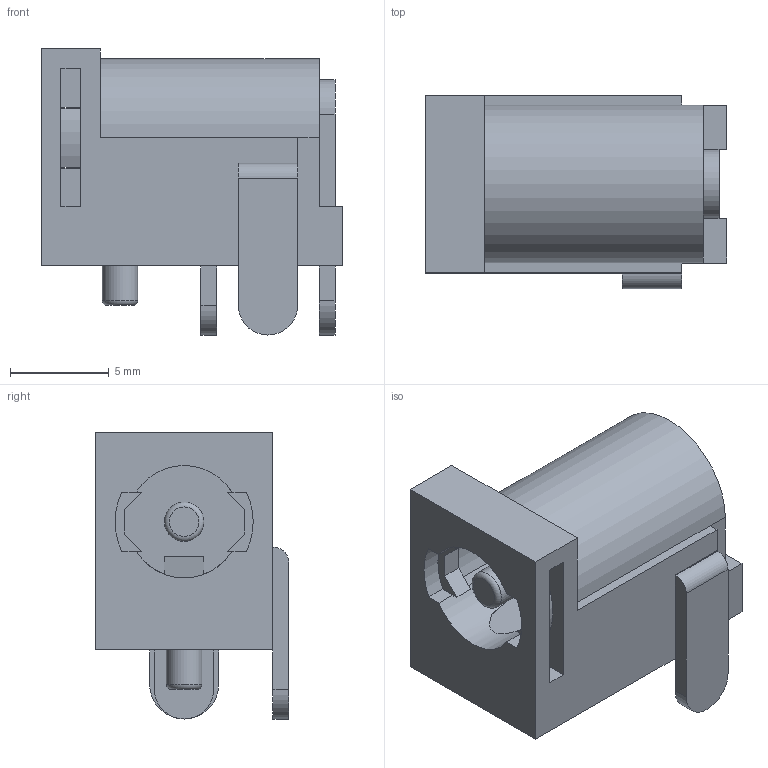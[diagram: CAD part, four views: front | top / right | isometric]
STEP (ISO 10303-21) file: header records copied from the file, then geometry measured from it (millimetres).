
FILE_DESCRIPTION(('for SolidWorks'),'2;1');
FILE_NAME('4840-2212.step', '2016-08-25T13:52:36',('Serg'),(''),'Open CASCADE STEP processor 6.6', 'DipTrace','Unknown');
FILE_SCHEMA(('AUTOMOTIVE_DESIGN { 1 0 10303 214 1 1 1 1 }'));
Length unit declared in the file: millimetre
Products named in the file (2): ASSEMBLY; 4840-2212
Assembly tree (1 placements, depth 2):
  ASSEMBLY
    4840-2212
Bounding box: 15.3 x 9.8 x 14.5 mm (x, y, z)
Volume: 978.9 mm3; surface area: 1225.7 mm2
Topology: 1 solids, 1 shells, 95 faces, 259 edges, 164 vertices
Faces by surface type: plane 77, cylinder 16, torus 2
Full cylindrical faces by diameter (mm): 1.8 x1, 2 x1
Entity records: 3681 total; most frequent: ORIENTED_EDGE 534, CARTESIAN_POINT 520, DIRECTION 501, EDGE_CURVE 259, LINE 211, VECTOR 211, VERTEX_POINT 164, AXIS2_PLACEMENT_3D 145
